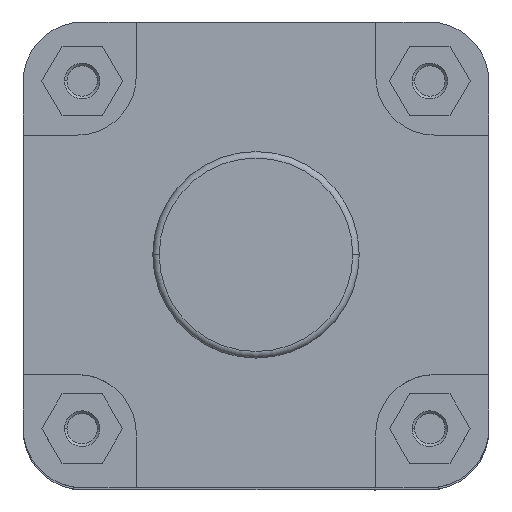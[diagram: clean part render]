
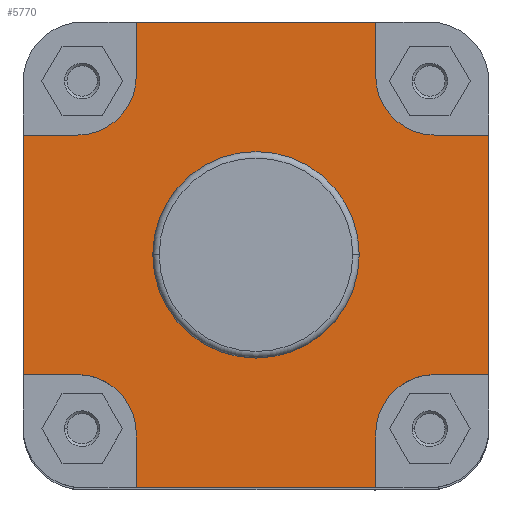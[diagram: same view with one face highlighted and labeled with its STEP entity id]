
A CAD part, top view. The second image highlights one B-rep face of the part: STEP entity #5770.
In plain terms, the highlighted planar face has unit normal (0, 0, 1).
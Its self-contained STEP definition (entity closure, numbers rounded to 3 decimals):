
#27 = AXIS2_PLACEMENT_3D ( 'NONE', #523, #527, #529 ) ;
#362 = LINE ( 'NONE', #7072, #371 ) ;
#370 = LINE ( 'NONE', #7060, #378 ) ;
#371 = VECTOR ( 'NONE', #7073, 1000. ) ;
#378 = VECTOR ( 'NONE', #7068, 1000. ) ;
#379 = LINE ( 'NONE', #7080, #381 ) ;
#380 = LINE ( 'NONE', #7088, #388 ) ;
#381 = VECTOR ( 'NONE', #7081, 1000. ) ;
#382 = CIRCLE ( 'NONE', #2078, 23. ) ;
#383 = LINE ( 'NONE', #7074, #384 ) ;
#384 = VECTOR ( 'NONE', #7075, 1000. ) ;
#385 = LINE ( 'NONE', #7076, #386 ) ;
#386 = VECTOR ( 'NONE', #7077, 1000. ) ;
#387 = VECTOR ( 'NONE', #7098, 1000. ) ;
#388 = VECTOR ( 'NONE', #7089, 1000. ) ;
#389 = CIRCLE ( 'NONE', #2080, 23. ) ;
#390 = LINE ( 'NONE', #7082, #391 ) ;
#391 = VECTOR ( 'NONE', #7083, 1000. ) ;
#392 = LINE ( 'NONE', #7084, #393 ) ;
#393 = VECTOR ( 'NONE', #7085, 1000. ) ;
#394 = LINE ( 'NONE', #7097, #387 ) ;
#395 = CIRCLE ( 'NONE', #2081, 23. ) ;
#396 = LINE ( 'NONE', #7091, #397 ) ;
#397 = VECTOR ( 'NONE', #7092, 1000. ) ;
#399 = LINE ( 'NONE', #7102, #400 ) ;
#400 = VECTOR ( 'NONE', #7103, 1000. ) ;
#401 = CIRCLE ( 'NONE', #2079, 23. ) ;
#404 = CIRCLE ( 'NONE', #2083, 39.9 ) ;
#405 = LINE ( 'NONE', #7104, #406 ) ;
#406 = VECTOR ( 'NONE', #7105, 1000. ) ;
#482 = CIRCLE ( 'NONE', #2087, 39.9 ) ;
#523 = CARTESIAN_POINT ( 'NONE',  ( 0., 39.9, -10. ) ) ;
#525 = PLANE ( 'NONE',  #27 ) ;
#527 = DIRECTION ( 'NONE',  ( 0., 0., -1. ) ) ;
#529 = DIRECTION ( 'NONE',  ( -1., 0., 0. ) ) ;
#1799 = EDGE_CURVE ( 'NONE', #3598, #3583, #370, .T. ) ;
#1800 = EDGE_CURVE ( 'NONE', #3583, #3584, #382, .T. ) ;
#1801 = EDGE_CURVE ( 'NONE', #3584, #3585, #362, .T. ) ;
#1802 = EDGE_CURVE ( 'NONE', #3585, #3586, #383, .T. ) ;
#1803 = EDGE_CURVE ( 'NONE', #3586, #3587, #385, .T. ) ;
#1804 = EDGE_CURVE ( 'NONE', #3587, #3588, #389, .T. ) ;
#1805 = EDGE_CURVE ( 'NONE', #3588, #3589, #379, .T. ) ;
#1806 = EDGE_CURVE ( 'NONE', #3589, #3590, #390, .T. ) ;
#1807 = EDGE_CURVE ( 'NONE', #3590, #3591, #392, .T. ) ;
#1808 = EDGE_CURVE ( 'NONE', #3591, #3592, #395, .T. ) ;
#1809 = EDGE_CURVE ( 'NONE', #3592, #3593, #380, .T. ) ;
#1810 = EDGE_CURVE ( 'NONE', #3594, #3593, #396, .T. ) ;
#1811 = EDGE_CURVE ( 'NONE', #3595, #3596, #401, .T. ) ;
#1812 = EDGE_CURVE ( 'NONE', #3598, #3597, #394, .T. ) ;
#1813 = EDGE_CURVE ( 'NONE', #3663, #3664, #404, .T. ) ;
#1814 = EDGE_CURVE ( 'NONE', #3594, #3595, #399, .T. ) ;
#1815 = EDGE_CURVE ( 'NONE', #3596, #3597, #405, .T. ) ;
#1838 = EDGE_CURVE ( 'NONE', #3664, #3663, #482, .T. ) ;
#2078 = AXIS2_PLACEMENT_3D ( 'NONE', #7067, #7070, #7071 ) ;
#2079 = AXIS2_PLACEMENT_3D ( 'NONE', #7093, #7095, #7096 ) ;
#2080 = AXIS2_PLACEMENT_3D ( 'NONE', #7064, #7078, #7079 ) ;
#2081 = AXIS2_PLACEMENT_3D ( 'NONE', #7069, #7086, #7087 ) ;
#2083 = AXIS2_PLACEMENT_3D ( 'NONE', #7090, #7100, #7101 ) ;
#2087 = AXIS2_PLACEMENT_3D ( 'NONE', #7157, #7158, #7159 ) ;
#2521 = EDGE_LOOP ( 'NONE', ( #3287, #3286, #3285, #3284, #3283, #3282, #3281, #3280, #3279, #3278, #3277, #3276, #3275, #3274, #3273, #3272 ) ) ;
#2523 = EDGE_LOOP ( 'NONE', ( #3289, #3288 ) ) ;
#3272 = ORIENTED_EDGE ( 'NONE', *, *, #1799, .F. ) ;
#3273 = ORIENTED_EDGE ( 'NONE', *, *, #1800, .F. ) ;
#3274 = ORIENTED_EDGE ( 'NONE', *, *, #1801, .F. ) ;
#3275 = ORIENTED_EDGE ( 'NONE', *, *, #1802, .F. ) ;
#3276 = ORIENTED_EDGE ( 'NONE', *, *, #1803, .F. ) ;
#3277 = ORIENTED_EDGE ( 'NONE', *, *, #1804, .F. ) ;
#3278 = ORIENTED_EDGE ( 'NONE', *, *, #1805, .F. ) ;
#3279 = ORIENTED_EDGE ( 'NONE', *, *, #1806, .F. ) ;
#3280 = ORIENTED_EDGE ( 'NONE', *, *, #1807, .F. ) ;
#3281 = ORIENTED_EDGE ( 'NONE', *, *, #1808, .F. ) ;
#3282 = ORIENTED_EDGE ( 'NONE', *, *, #1809, .F. ) ;
#3283 = ORIENTED_EDGE ( 'NONE', *, *, #1810, .T. ) ;
#3284 = ORIENTED_EDGE ( 'NONE', *, *, #1814, .F. ) ;
#3285 = ORIENTED_EDGE ( 'NONE', *, *, #1811, .F. ) ;
#3286 = ORIENTED_EDGE ( 'NONE', *, *, #1815, .F. ) ;
#3287 = ORIENTED_EDGE ( 'NONE', *, *, #1812, .T. ) ;
#3288 = ORIENTED_EDGE ( 'NONE', *, *, #1813, .F. ) ;
#3289 = ORIENTED_EDGE ( 'NONE', *, *, #1838, .F. ) ;
#3583 = VERTEX_POINT ( 'NONE', #4429 ) ;
#3584 = VERTEX_POINT ( 'NONE', #4432 ) ;
#3585 = VERTEX_POINT ( 'NONE', #4422 ) ;
#3586 = VERTEX_POINT ( 'NONE', #4433 ) ;
#3587 = VERTEX_POINT ( 'NONE', #4430 ) ;
#3588 = VERTEX_POINT ( 'NONE', #4434 ) ;
#3589 = VERTEX_POINT ( 'NONE', #4425 ) ;
#3590 = VERTEX_POINT ( 'NONE', #4435 ) ;
#3591 = VERTEX_POINT ( 'NONE', #4436 ) ;
#3592 = VERTEX_POINT ( 'NONE', #4437 ) ;
#3593 = VERTEX_POINT ( 'NONE', #4438 ) ;
#3594 = VERTEX_POINT ( 'NONE', #4439 ) ;
#3595 = VERTEX_POINT ( 'NONE', #4440 ) ;
#3596 = VERTEX_POINT ( 'NONE', #4441 ) ;
#3597 = VERTEX_POINT ( 'NONE', #4442 ) ;
#3598 = VERTEX_POINT ( 'NONE', #4443 ) ;
#3663 = VERTEX_POINT ( 'NONE', #4508 ) ;
#3664 = VERTEX_POINT ( 'NONE', #4509 ) ;
#4422 = CARTESIAN_POINT ( 'NONE',  ( -46.25, 90., -10. ) ) ;
#4425 = CARTESIAN_POINT ( 'NONE',  ( 90., 46.25, -10. ) ) ;
#4429 = CARTESIAN_POINT ( 'NONE',  ( -69.25, 46.25, -10. ) ) ;
#4430 = CARTESIAN_POINT ( 'NONE',  ( 46.25, 69.25, -10. ) ) ;
#4432 = CARTESIAN_POINT ( 'NONE',  ( -46.25, 69.25, -10. ) ) ;
#4433 = CARTESIAN_POINT ( 'NONE',  ( 46.25, 90., -10. ) ) ;
#4434 = CARTESIAN_POINT ( 'NONE',  ( 69.25, 46.25, -10. ) ) ;
#4435 = CARTESIAN_POINT ( 'NONE',  ( 90., -46.25, -10. ) ) ;
#4436 = CARTESIAN_POINT ( 'NONE',  ( 69.25, -46.25, -10. ) ) ;
#4437 = CARTESIAN_POINT ( 'NONE',  ( 46.25, -69.25, -10. ) ) ;
#4438 = CARTESIAN_POINT ( 'NONE',  ( 46.25, -90., -10. ) ) ;
#4439 = CARTESIAN_POINT ( 'NONE',  ( -46.25, -90., -10. ) ) ;
#4440 = CARTESIAN_POINT ( 'NONE',  ( -46.25, -69.25, -10. ) ) ;
#4441 = CARTESIAN_POINT ( 'NONE',  ( -69.25, -46.25, -10. ) ) ;
#4442 = CARTESIAN_POINT ( 'NONE',  ( -90., -46.25, -10. ) ) ;
#4443 = CARTESIAN_POINT ( 'NONE',  ( -90., 46.25, -10. ) ) ;
#4508 = CARTESIAN_POINT ( 'NONE',  ( -39.9, 0., -10. ) ) ;
#4509 = CARTESIAN_POINT ( 'NONE',  ( 39.9, 0., -10. ) ) ;
#5625 = FACE_BOUND ( 'NONE', #2523, .T. ) ;
#5630 = FACE_OUTER_BOUND ( 'NONE', #2521, .T. ) ;
#5770 = ADVANCED_FACE ( 'NONE', ( #5625, #5630 ), #525, .F. ) ;
#7060 = CARTESIAN_POINT ( 'NONE',  ( -69.25, 46.25, -10. ) ) ;
#7064 = CARTESIAN_POINT ( 'NONE',  ( 69.25, 69.25, -10. ) ) ;
#7067 = CARTESIAN_POINT ( 'NONE',  ( -69.25, 69.25, -10. ) ) ;
#7068 = DIRECTION ( 'NONE',  ( 1., 0., 0. ) ) ;
#7069 = CARTESIAN_POINT ( 'NONE',  ( 69.25, -69.25, -10. ) ) ;
#7070 = DIRECTION ( 'NONE',  ( 0., 0., 1. ) ) ;
#7071 = DIRECTION ( 'NONE',  ( -1., 0., 0. ) ) ;
#7072 = CARTESIAN_POINT ( 'NONE',  ( -46.25, 90., -10. ) ) ;
#7073 = DIRECTION ( 'NONE',  ( 0., 1., 0. ) ) ;
#7074 = CARTESIAN_POINT ( 'NONE',  ( 0., 90., -10. ) ) ;
#7075 = DIRECTION ( 'NONE',  ( 1., 0., 0. ) ) ;
#7076 = CARTESIAN_POINT ( 'NONE',  ( 46.25, 69.25, -10. ) ) ;
#7077 = DIRECTION ( 'NONE',  ( 0., -1., 0. ) ) ;
#7078 = DIRECTION ( 'NONE',  ( 0., 0., 1. ) ) ;
#7079 = DIRECTION ( 'NONE',  ( -1., 0., 0. ) ) ;
#7080 = CARTESIAN_POINT ( 'NONE',  ( 90., 46.25, -10. ) ) ;
#7081 = DIRECTION ( 'NONE',  ( 1., 0., 0. ) ) ;
#7082 = CARTESIAN_POINT ( 'NONE',  ( 90., -198.141, -10. ) ) ;
#7083 = DIRECTION ( 'NONE',  ( 0., -1., 0. ) ) ;
#7084 = CARTESIAN_POINT ( 'NONE',  ( 69.25, -46.25, -10. ) ) ;
#7085 = DIRECTION ( 'NONE',  ( -1., 0., 0. ) ) ;
#7086 = DIRECTION ( 'NONE',  ( 0., 0., 1. ) ) ;
#7087 = DIRECTION ( 'NONE',  ( -1., 0., 0. ) ) ;
#7088 = CARTESIAN_POINT ( 'NONE',  ( 46.25, -90., -10. ) ) ;
#7089 = DIRECTION ( 'NONE',  ( 0., -1., 0. ) ) ;
#7090 = CARTESIAN_POINT ( 'NONE',  ( 0., 0., -10. ) ) ;
#7091 = CARTESIAN_POINT ( 'NONE',  ( 0., -90., -10. ) ) ;
#7092 = DIRECTION ( 'NONE',  ( 1., 0., 0. ) ) ;
#7093 = CARTESIAN_POINT ( 'NONE',  ( -69.25, -69.25, -10. ) ) ;
#7095 = DIRECTION ( 'NONE',  ( 0., 0., 1. ) ) ;
#7096 = DIRECTION ( 'NONE',  ( -1., 0., 0. ) ) ;
#7097 = CARTESIAN_POINT ( 'NONE',  ( -90., -198.141, -10. ) ) ;
#7098 = DIRECTION ( 'NONE',  ( 0., -1., 0. ) ) ;
#7100 = DIRECTION ( 'NONE',  ( 0., 0., 1. ) ) ;
#7101 = DIRECTION ( 'NONE',  ( 1., 0., 0. ) ) ;
#7102 = CARTESIAN_POINT ( 'NONE',  ( -46.25, -69.25, -10. ) ) ;
#7103 = DIRECTION ( 'NONE',  ( 0., 1., 0. ) ) ;
#7104 = CARTESIAN_POINT ( 'NONE',  ( -90., -46.25, -10. ) ) ;
#7105 = DIRECTION ( 'NONE',  ( -1., 0., 0. ) ) ;
#7157 = CARTESIAN_POINT ( 'NONE',  ( 0., 0., -10. ) ) ;
#7158 = DIRECTION ( 'NONE',  ( 0., 0., 1. ) ) ;
#7159 = DIRECTION ( 'NONE',  ( 1., 0., 0. ) ) ;
